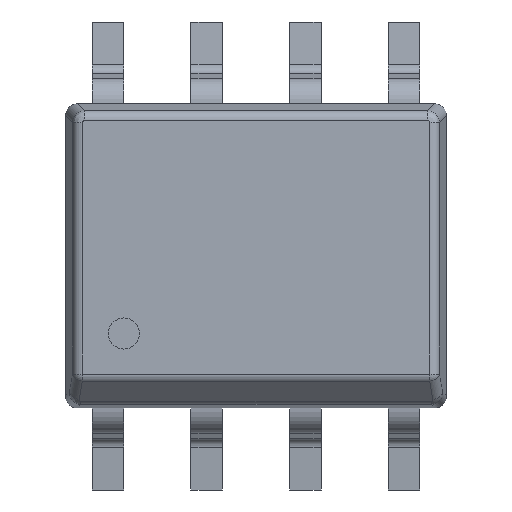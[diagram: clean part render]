
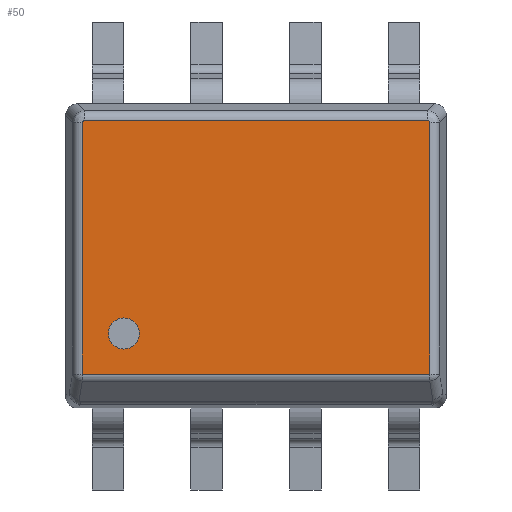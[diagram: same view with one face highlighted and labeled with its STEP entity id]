
A CAD part, top view. The second image highlights one B-rep face of the part: STEP entity #50.
In plain terms, the highlighted planar face has unit normal (0, 0, 1).
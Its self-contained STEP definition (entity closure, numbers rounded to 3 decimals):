
#22 = VERTEX_POINT('',#23);
#23 = CARTESIAN_POINT('',(-1.5,-1.,1.626));
#39 = EDGE_CURVE('',#22,#22,#40,.T.);
#40 = CIRCLE('',#41,0.2);
#41 = AXIS2_PLACEMENT_3D('',#42,#43,#44);
#42 = CARTESIAN_POINT('',(-1.7,-1.,1.626));
#43 = DIRECTION('',(0.,0.,1.));
#44 = DIRECTION('',(1.,0.,0.));
#50 = ADVANCED_FACE('',(#51,#141),#144,.T.);
#51 = FACE_BOUND('',#52,.T.);
#52 = EDGE_LOOP('',(#53,#83,#91,#99,#107,#135));
#53 = ORIENTED_EDGE('',*,*,#54,.F.);
#54 = EDGE_CURVE('',#55,#57,#59,.T.);
#55 = VERTEX_POINT('',#56);
#56 = CARTESIAN_POINT('',(-2.235,1.714,1.626));
#57 = VERTEX_POINT('',#58);
#58 = CARTESIAN_POINT('',(-2.21,1.74,1.626));
#59 = B_SPLINE_CURVE_WITH_KNOTS('',3,(#60,#61,#62,#63,#64,#65,#66,#67,
    #68,#69,#70,#71,#72,#73,#74,#75,#76,#77,#78,#79,#80,#81,#82),
  .UNSPECIFIED.,.F.,.F.,(4,1,1,1,1,1,1,1,1,1,1,1,1,1,1,1,1,1,1,1,4),(0.,
    0.05,0.1,0.15,0.2,0.25,0.3,0.35,0.4,0.45,0.5,0.55,0.6,0.65,0.7,
    0.75,0.8,0.85,0.9,0.95,1.),.QUASI_UNIFORM_KNOTS.);
#60 = CARTESIAN_POINT('',(-2.235,1.714,1.626));
#61 = CARTESIAN_POINT('',(-2.235,1.715,1.626));
#62 = CARTESIAN_POINT('',(-2.235,1.716,1.626));
#63 = CARTESIAN_POINT('',(-2.235,1.718,1.626));
#64 = CARTESIAN_POINT('',(-2.234,1.72,1.626));
#65 = CARTESIAN_POINT('',(-2.234,1.722,1.626));
#66 = CARTESIAN_POINT('',(-2.233,1.724,1.626));
#67 = CARTESIAN_POINT('',(-2.232,1.726,1.626));
#68 = CARTESIAN_POINT('',(-2.231,1.728,1.626));
#69 = CARTESIAN_POINT('',(-2.23,1.729,1.626));
#70 = CARTESIAN_POINT('',(-2.229,1.731,1.626));
#71 = CARTESIAN_POINT('',(-2.228,1.732,1.626));
#72 = CARTESIAN_POINT('',(-2.226,1.734,1.626));
#73 = CARTESIAN_POINT('',(-2.225,1.735,1.626));
#74 = CARTESIAN_POINT('',(-2.223,1.736,1.626));
#75 = CARTESIAN_POINT('',(-2.221,1.737,1.626));
#76 = CARTESIAN_POINT('',(-2.219,1.738,1.626));
#77 = CARTESIAN_POINT('',(-2.218,1.738,1.626));
#78 = CARTESIAN_POINT('',(-2.216,1.739,1.626));
#79 = CARTESIAN_POINT('',(-2.214,1.739,1.626));
#80 = CARTESIAN_POINT('',(-2.212,1.739,1.626));
#81 = CARTESIAN_POINT('',(-2.21,1.74,1.626));
#82 = CARTESIAN_POINT('',(-2.21,1.74,1.626));
#83 = ORIENTED_EDGE('',*,*,#84,.T.);
#84 = EDGE_CURVE('',#55,#85,#87,.T.);
#85 = VERTEX_POINT('',#86);
#86 = CARTESIAN_POINT('',(-2.235,-1.521,1.626));
#87 = LINE('',#88,#89);
#88 = CARTESIAN_POINT('',(-2.235,1.714,1.626));
#89 = VECTOR('',#90,1.);
#90 = DIRECTION('',(0.,-1.,0.));
#91 = ORIENTED_EDGE('',*,*,#92,.F.);
#92 = EDGE_CURVE('',#93,#85,#95,.T.);
#93 = VERTEX_POINT('',#94);
#94 = CARTESIAN_POINT('',(2.235,-1.521,1.626));
#95 = LINE('',#96,#97);
#96 = CARTESIAN_POINT('',(2.235,-1.521,1.626));
#97 = VECTOR('',#98,1.);
#98 = DIRECTION('',(-1.,0.,0.));
#99 = ORIENTED_EDGE('',*,*,#100,.T.);
#100 = EDGE_CURVE('',#93,#101,#103,.T.);
#101 = VERTEX_POINT('',#102);
#102 = CARTESIAN_POINT('',(2.235,1.714,1.626));
#103 = LINE('',#104,#105);
#104 = CARTESIAN_POINT('',(2.235,-1.521,1.626));
#105 = VECTOR('',#106,1.);
#106 = DIRECTION('',(0.,1.,0.));
#107 = ORIENTED_EDGE('',*,*,#108,.F.);
#108 = EDGE_CURVE('',#109,#101,#111,.T.);
#109 = VERTEX_POINT('',#110);
#110 = CARTESIAN_POINT('',(2.21,1.74,1.626));
#111 = B_SPLINE_CURVE_WITH_KNOTS('',3,(#112,#113,#114,#115,#116,#117,
    #118,#119,#120,#121,#122,#123,#124,#125,#126,#127,#128,#129,#130,
    #131,#132,#133,#134),.UNSPECIFIED.,.F.,.F.,(4,1,1,1,1,1,1,1,1,1,1,1,
    1,1,1,1,1,1,1,1,4),(0.,0.05,0.1,0.15,0.2,0.25,0.3,0.35,0.4,0.45,
    0.5,0.55,0.6,0.65,0.7,0.75,0.8,0.85,0.9,0.95,1.),
  .QUASI_UNIFORM_KNOTS.);
#112 = CARTESIAN_POINT('',(2.21,1.74,1.626));
#113 = CARTESIAN_POINT('',(2.21,1.74,1.626));
#114 = CARTESIAN_POINT('',(2.212,1.739,1.626));
#115 = CARTESIAN_POINT('',(2.214,1.739,1.626));
#116 = CARTESIAN_POINT('',(2.216,1.739,1.626));
#117 = CARTESIAN_POINT('',(2.218,1.738,1.626));
#118 = CARTESIAN_POINT('',(2.219,1.738,1.626));
#119 = CARTESIAN_POINT('',(2.221,1.737,1.626));
#120 = CARTESIAN_POINT('',(2.223,1.736,1.626));
#121 = CARTESIAN_POINT('',(2.225,1.735,1.626));
#122 = CARTESIAN_POINT('',(2.226,1.734,1.626));
#123 = CARTESIAN_POINT('',(2.228,1.732,1.626));
#124 = CARTESIAN_POINT('',(2.229,1.731,1.626));
#125 = CARTESIAN_POINT('',(2.23,1.729,1.626));
#126 = CARTESIAN_POINT('',(2.231,1.728,1.626));
#127 = CARTESIAN_POINT('',(2.232,1.726,1.626));
#128 = CARTESIAN_POINT('',(2.233,1.724,1.626));
#129 = CARTESIAN_POINT('',(2.234,1.722,1.626));
#130 = CARTESIAN_POINT('',(2.234,1.72,1.626));
#131 = CARTESIAN_POINT('',(2.235,1.718,1.626));
#132 = CARTESIAN_POINT('',(2.235,1.716,1.626));
#133 = CARTESIAN_POINT('',(2.235,1.715,1.626));
#134 = CARTESIAN_POINT('',(2.235,1.714,1.626));
#135 = ORIENTED_EDGE('',*,*,#136,.T.);
#136 = EDGE_CURVE('',#109,#57,#137,.T.);
#137 = LINE('',#138,#139);
#138 = CARTESIAN_POINT('',(2.21,1.74,1.626));
#139 = VECTOR('',#140,1.);
#140 = DIRECTION('',(-1.,0.,0.));
#141 = FACE_BOUND('',#142,.T.);
#142 = EDGE_LOOP('',(#143));
#143 = ORIENTED_EDGE('',*,*,#39,.F.);
#144 = PLANE('',#145);
#145 = AXIS2_PLACEMENT_3D('',#146,#147,#148);
#146 = CARTESIAN_POINT('',(0.,0.,1.626)
  );
#147 = DIRECTION('',(0.,0.,1.));
#148 = DIRECTION('',(-1.,0.,0.));
